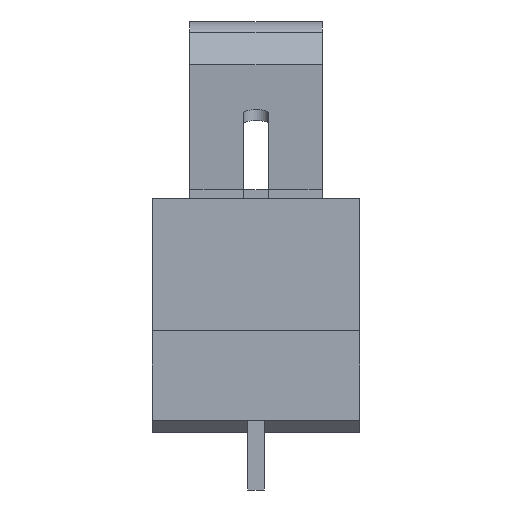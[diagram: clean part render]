
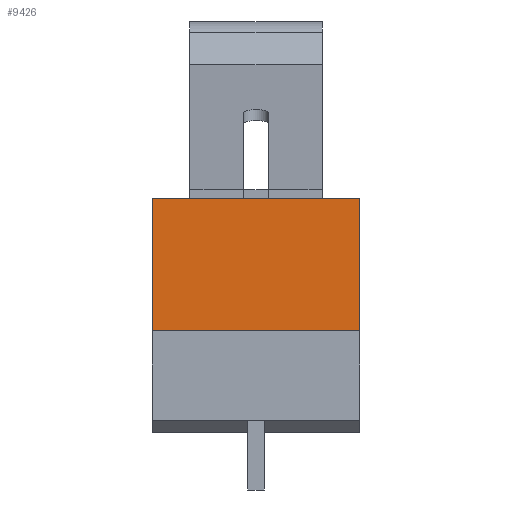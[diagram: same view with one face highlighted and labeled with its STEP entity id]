
A CAD part, left-side view. The second image highlights one B-rep face of the part: STEP entity #9426.
In plain terms, the highlighted planar face has unit normal (-1, 0, 0).
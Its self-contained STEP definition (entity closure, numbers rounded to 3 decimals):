
#7175 = VERTEX_POINT('',#7176);
#7176 = CARTESIAN_POINT('',(-6.4,2.9,1.35));
#7185 = PLANE('',#7186);
#7186 = AXIS2_PLACEMENT_3D('',#7187,#7188,#7189);
#7187 = CARTESIAN_POINT('',(-6.4,2.9,1.35));
#7188 = DIRECTION('',(0.,0.,1.));
#7189 = DIRECTION('',(1.,0.,0.));
#7197 = PLANE('',#7198);
#7198 = AXIS2_PLACEMENT_3D('',#7199,#7200,#7201);
#7199 = CARTESIAN_POINT('',(0.,2.9,2.675));
#7200 = DIRECTION('',(-0.,-1.,0.));
#7201 = DIRECTION('',(0.,0.,-1.));
#7209 = EDGE_CURVE('',#7175,#7210,#7212,.T.);
#7210 = VERTEX_POINT('',#7211);
#7211 = CARTESIAN_POINT('',(-6.4,-2.9,1.35));
#7212 = SURFACE_CURVE('',#7213,(#7217,#7224),.PCURVE_S1.);
#7213 = LINE('',#7214,#7215);
#7214 = CARTESIAN_POINT('',(-6.4,2.9,1.35));
#7215 = VECTOR('',#7216,1.);
#7216 = DIRECTION('',(0.,-1.,0.));
#7217 = PCURVE('',#7185,#7218);
#7218 = DEFINITIONAL_REPRESENTATION('',(#7219),#7223);
#7219 = LINE('',#7220,#7221);
#7220 = CARTESIAN_POINT('',(0.,0.));
#7221 = VECTOR('',#7222,1.);
#7222 = DIRECTION('',(0.,-1.));
#7223 = ( GEOMETRIC_REPRESENTATION_CONTEXT(2) 
PARAMETRIC_REPRESENTATION_CONTEXT() REPRESENTATION_CONTEXT('2D SPACE',''
  ) );
#7224 = PCURVE('',#7225,#7230);
#7225 = PLANE('',#7226);
#7226 = AXIS2_PLACEMENT_3D('',#7227,#7228,#7229);
#7227 = CARTESIAN_POINT('',(-6.4,2.9,5.05));
#7228 = DIRECTION('',(1.,0.,0.));
#7229 = DIRECTION('',(0.,0.,-1.));
#7230 = DEFINITIONAL_REPRESENTATION('',(#7231),#7235);
#7231 = LINE('',#7232,#7233);
#7232 = CARTESIAN_POINT('',(3.7,0.));
#7233 = VECTOR('',#7234,1.);
#7234 = DIRECTION('',(0.,-1.));
#7235 = ( GEOMETRIC_REPRESENTATION_CONTEXT(2) 
PARAMETRIC_REPRESENTATION_CONTEXT() REPRESENTATION_CONTEXT('2D SPACE',''
  ) );
#7253 = PLANE('',#7254);
#7254 = AXIS2_PLACEMENT_3D('',#7255,#7256,#7257);
#7255 = CARTESIAN_POINT('',(0.,-2.9,2.675));
#7256 = DIRECTION('',(-0.,-1.,0.));
#7257 = DIRECTION('',(0.,0.,-1.));
#7543 = VERTEX_POINT('',#7544);
#7544 = CARTESIAN_POINT('',(-6.4,2.9,5.05));
#7558 = PLANE('',#7559);
#7559 = AXIS2_PLACEMENT_3D('',#7560,#7561,#7562);
#7560 = CARTESIAN_POINT('',(6.4,2.9,5.05));
#7561 = DIRECTION('',(0.,0.,-1.));
#7562 = DIRECTION('',(-1.,0.,0.));
#7570 = EDGE_CURVE('',#7543,#7175,#7571,.T.);
#7571 = SURFACE_CURVE('',#7572,(#7576,#7583),.PCURVE_S1.);
#7572 = LINE('',#7573,#7574);
#7573 = CARTESIAN_POINT('',(-6.4,2.9,5.05));
#7574 = VECTOR('',#7575,1.);
#7575 = DIRECTION('',(0.,0.,-1.));
#7576 = PCURVE('',#7197,#7577);
#7577 = DEFINITIONAL_REPRESENTATION('',(#7578),#7582);
#7578 = LINE('',#7579,#7580);
#7579 = CARTESIAN_POINT('',(-2.375,-6.4));
#7580 = VECTOR('',#7581,1.);
#7581 = DIRECTION('',(1.,0.));
#7582 = ( GEOMETRIC_REPRESENTATION_CONTEXT(2) 
PARAMETRIC_REPRESENTATION_CONTEXT() REPRESENTATION_CONTEXT('2D SPACE',''
  ) );
#7583 = PCURVE('',#7225,#7584);
#7584 = DEFINITIONAL_REPRESENTATION('',(#7585),#7589);
#7585 = LINE('',#7586,#7587);
#7586 = CARTESIAN_POINT('',(0.,0.));
#7587 = VECTOR('',#7588,1.);
#7588 = DIRECTION('',(1.,0.));
#7589 = ( GEOMETRIC_REPRESENTATION_CONTEXT(2) 
PARAMETRIC_REPRESENTATION_CONTEXT() REPRESENTATION_CONTEXT('2D SPACE',''
  ) );
#9191 = VERTEX_POINT('',#9192);
#9192 = CARTESIAN_POINT('',(-6.4,-2.9,5.05));
#9213 = EDGE_CURVE('',#9191,#7210,#9214,.T.);
#9214 = SURFACE_CURVE('',#9215,(#9219,#9226),.PCURVE_S1.);
#9215 = LINE('',#9216,#9217);
#9216 = CARTESIAN_POINT('',(-6.4,-2.9,5.05));
#9217 = VECTOR('',#9218,1.);
#9218 = DIRECTION('',(0.,0.,-1.));
#9219 = PCURVE('',#7253,#9220);
#9220 = DEFINITIONAL_REPRESENTATION('',(#9221),#9225);
#9221 = LINE('',#9222,#9223);
#9222 = CARTESIAN_POINT('',(-2.375,-6.4));
#9223 = VECTOR('',#9224,1.);
#9224 = DIRECTION('',(1.,0.));
#9225 = ( GEOMETRIC_REPRESENTATION_CONTEXT(2) 
PARAMETRIC_REPRESENTATION_CONTEXT() REPRESENTATION_CONTEXT('2D SPACE',''
  ) );
#9226 = PCURVE('',#7225,#9227);
#9227 = DEFINITIONAL_REPRESENTATION('',(#9228),#9232);
#9228 = LINE('',#9229,#9230);
#9229 = CARTESIAN_POINT('',(0.,-5.8));
#9230 = VECTOR('',#9231,1.);
#9231 = DIRECTION('',(1.,0.));
#9232 = ( GEOMETRIC_REPRESENTATION_CONTEXT(2) 
PARAMETRIC_REPRESENTATION_CONTEXT() REPRESENTATION_CONTEXT('2D SPACE',''
  ) );
#9426 = ADVANCED_FACE('',(#9427),#7225,.F.);
#9427 = FACE_BOUND('',#9428,.F.);
#9428 = EDGE_LOOP('',(#9429,#9450,#9451,#9452));
#9429 = ORIENTED_EDGE('',*,*,#9430,.T.);
#9430 = EDGE_CURVE('',#7543,#9191,#9431,.T.);
#9431 = SURFACE_CURVE('',#9432,(#9436,#9443),.PCURVE_S1.);
#9432 = LINE('',#9433,#9434);
#9433 = CARTESIAN_POINT('',(-6.4,2.9,5.05));
#9434 = VECTOR('',#9435,1.);
#9435 = DIRECTION('',(0.,-1.,0.));
#9436 = PCURVE('',#7225,#9437);
#9437 = DEFINITIONAL_REPRESENTATION('',(#9438),#9442);
#9438 = LINE('',#9439,#9440);
#9439 = CARTESIAN_POINT('',(0.,0.));
#9440 = VECTOR('',#9441,1.);
#9441 = DIRECTION('',(0.,-1.));
#9442 = ( GEOMETRIC_REPRESENTATION_CONTEXT(2) 
PARAMETRIC_REPRESENTATION_CONTEXT() REPRESENTATION_CONTEXT('2D SPACE',''
  ) );
#9443 = PCURVE('',#7558,#9444);
#9444 = DEFINITIONAL_REPRESENTATION('',(#9445),#9449);
#9445 = LINE('',#9446,#9447);
#9446 = CARTESIAN_POINT('',(12.8,0.));
#9447 = VECTOR('',#9448,1.);
#9448 = DIRECTION('',(0.,-1.));
#9449 = ( GEOMETRIC_REPRESENTATION_CONTEXT(2) 
PARAMETRIC_REPRESENTATION_CONTEXT() REPRESENTATION_CONTEXT('2D SPACE',''
  ) );
#9450 = ORIENTED_EDGE('',*,*,#9213,.T.);
#9451 = ORIENTED_EDGE('',*,*,#7209,.F.);
#9452 = ORIENTED_EDGE('',*,*,#7570,.F.);
